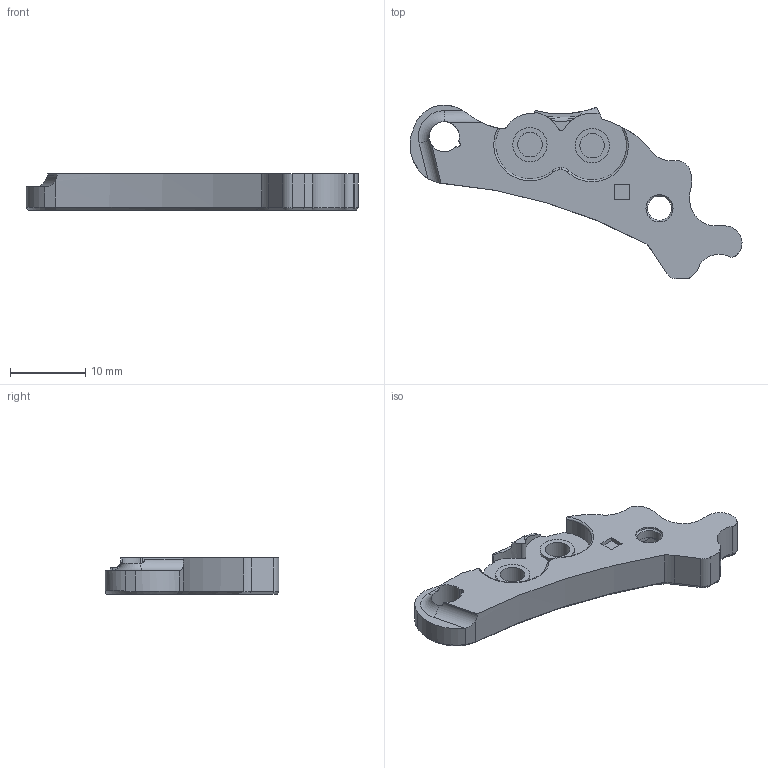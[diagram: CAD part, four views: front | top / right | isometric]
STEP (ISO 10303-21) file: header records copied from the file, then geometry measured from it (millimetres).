
FILE_DESCRIPTION(/* description */ (''),/* implementation_level */ '2;1');
FILE_NAME(/* name */ 'idler-lever-B_R.stp',/* time_stamp */ '2024-01-18T11:23:00+01:00',/* author */ ('Mikuláček'),/* organization */ (''),/* preprocessor_version */ 'ST-DEVELOPER v19.2',/* originating_system */ 'Autodesk Inventor 2023',/* authorisation */ '');
FILE_SCHEMA (('AUTOMOTIVE_DESIGN { 1 0 10303 214 3 1 1 }'));
Length unit declared in the file: millimetre
Products named in the file (1): idler-lever-B
Bounding box: 44.03 x 23.06 x 4.85 mm (x, y, z)
Volume: 1675.9 mm3; surface area: 1695 mm2
Topology: 1 solids, 2 shells, 141 faces, 360 edges, 227 vertices
Faces by surface type: plane 55, cylinder 47, cone 27, torus 7, bspline 5
Full cylindrical faces by diameter (mm): 3.2 x1, 3.25 x2, 3.6 x1, 4.55 x2, 5.7 x1
Entity records: 4539 total; most frequent: CARTESIAN_POINT 1042, DIRECTION 736, ORIENTED_EDGE 720, EDGE_CURVE 360, AXIS2_PLACEMENT_3D 283, VERTEX_POINT 227, LINE 170, VECTOR 170
